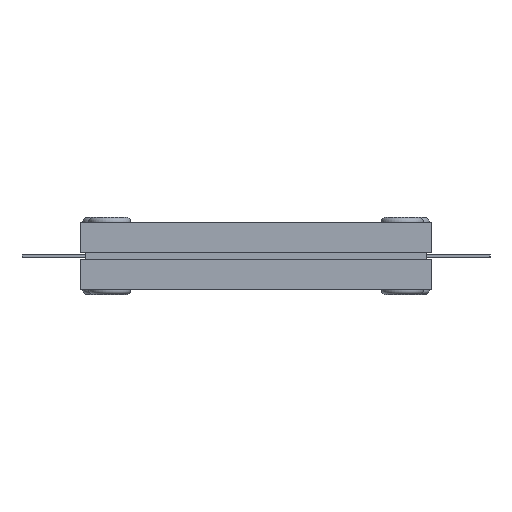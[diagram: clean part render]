
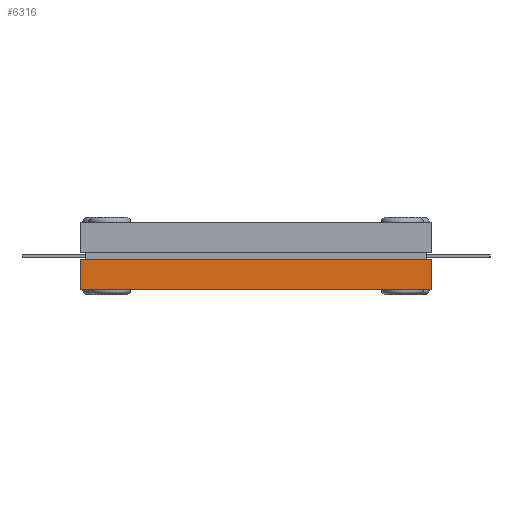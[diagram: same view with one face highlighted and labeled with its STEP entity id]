
A CAD part, left-side view. The second image highlights one B-rep face of the part: STEP entity #6316.
In plain terms, the highlighted planar face has unit normal (-1, 0, 0).
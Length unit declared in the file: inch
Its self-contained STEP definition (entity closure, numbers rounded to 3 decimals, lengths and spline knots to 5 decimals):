
#982 = CARTESIAN_POINT ( 'NONE',  ( -1.65, -0.75, -0.145 ) ) ;
#1761 = CARTESIAN_POINT ( 'NONE',  ( -1.65, -0.75, -0.015 ) ) ;
#2459 = VECTOR ( 'NONE', #34431, 39.37008 ) ;
#3175 = DIRECTION ( 'NONE',  ( 0., -1., 0. ) ) ;
#3644 = CARTESIAN_POINT ( 'NONE',  ( -1.65, 0.75, 0.145 ) ) ;
#4352 = EDGE_CURVE ( 'NONE', #12480, #23356, #23650, .T. ) ;
#6225 = EDGE_CURVE ( 'NONE', #23356, #29296, #25975, .T. ) ;
#6316 = ADVANCED_FACE ( 'NONE', ( #16091 ), #26848, .F. ) ;
#6926 = DIRECTION ( 'NONE',  ( 0., 0., -1. ) ) ;
#7280 = DIRECTION ( 'NONE',  ( 1., 0., 0. ) ) ;
#7479 = CARTESIAN_POINT ( 'NONE',  ( -1.65, 0.75, -0.015 ) ) ;
#8305 = ORIENTED_EDGE ( 'NONE', *, *, #18449, .T. ) ;
#8550 = VECTOR ( 'NONE', #3175, 39.37008 ) ;
#8609 = LINE ( 'NONE', #3644, #34066 ) ;
#9626 = EDGE_LOOP ( 'NONE', ( #21339, #8305, #13301, #24662 ) ) ;
#12480 = VERTEX_POINT ( 'NONE', #7479 ) ;
#13301 = ORIENTED_EDGE ( 'NONE', *, *, #14399, .T. ) ;
#13722 = AXIS2_PLACEMENT_3D ( 'NONE', #31463, #7280, #28817 ) ;
#14399 = EDGE_CURVE ( 'NONE', #28455, #29296, #22253, .T. ) ;
#16091 = FACE_OUTER_BOUND ( 'NONE', #9626, .T. ) ;
#17250 = DIRECTION ( 'NONE',  ( 0., 0., -1. ) ) ;
#18449 = EDGE_CURVE ( 'NONE', #12480, #28455, #8609, .T. ) ;
#21339 = ORIENTED_EDGE ( 'NONE', *, *, #4352, .F. ) ;
#22253 = LINE ( 'NONE', #27380, #8550 ) ;
#23356 = VERTEX_POINT ( 'NONE', #25075 ) ;
#23650 = LINE ( 'NONE', #1761, #2459 ) ;
#24662 = ORIENTED_EDGE ( 'NONE', *, *, #6225, .F. ) ;
#25075 = CARTESIAN_POINT ( 'NONE',  ( -1.65, -0.75, -0.015 ) ) ;
#25975 = LINE ( 'NONE', #31122, #29539 ) ;
#26848 = PLANE ( 'NONE',  #13722 ) ;
#27380 = CARTESIAN_POINT ( 'NONE',  ( -1.65, -0.75, -0.145 ) ) ;
#28455 = VERTEX_POINT ( 'NONE', #34576 ) ;
#28817 = DIRECTION ( 'NONE',  ( 0., 0., -1. ) ) ;
#29296 = VERTEX_POINT ( 'NONE', #982 ) ;
#29539 = VECTOR ( 'NONE', #6926, 39.37008 ) ;
#31122 = CARTESIAN_POINT ( 'NONE',  ( -1.65, -0.75, 0.145 ) ) ;
#31463 = CARTESIAN_POINT ( 'NONE',  ( -1.65, -0.75, 0.145 ) ) ;
#34066 = VECTOR ( 'NONE', #17250, 39.37008 ) ;
#34431 = DIRECTION ( 'NONE',  ( 0., -1., 0. ) ) ;
#34576 = CARTESIAN_POINT ( 'NONE',  ( -1.65, 0.75, -0.145 ) ) ;
